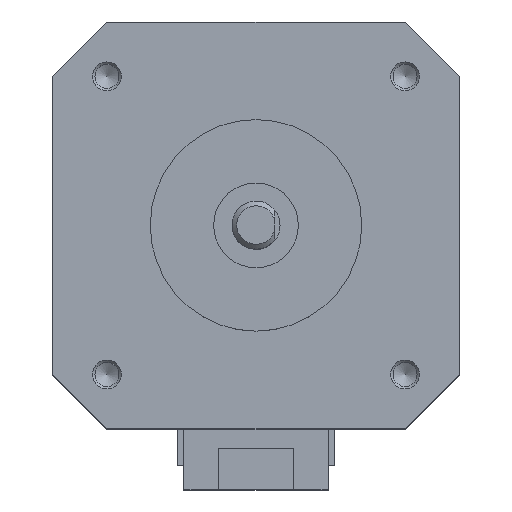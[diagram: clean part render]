
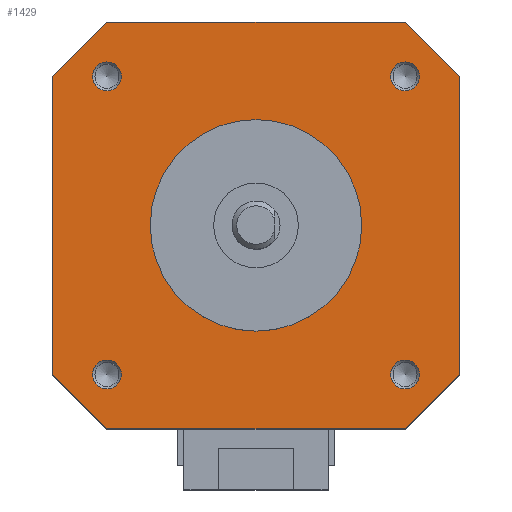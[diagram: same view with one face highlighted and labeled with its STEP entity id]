
A CAD part, top view. The second image highlights one B-rep face of the part: STEP entity #1429.
In plain terms, the highlighted planar face has unit normal (0, 0, 1).
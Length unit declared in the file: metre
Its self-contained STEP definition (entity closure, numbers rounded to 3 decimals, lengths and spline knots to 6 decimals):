
#57=CIRCLE('',#1771,0.0015);
#58=CIRCLE('',#1772,0.0015);
#59=CIRCLE('',#1773,0.0015);
#60=CIRCLE('',#1774,0.0015);
#61=CIRCLE('',#1775,0.011);
#276=ORIENTED_EDGE('',*,*,#553,.T.);
#277=ORIENTED_EDGE('',*,*,#554,.T.);
#278=ORIENTED_EDGE('',*,*,#555,.T.);
#279=ORIENTED_EDGE('',*,*,#556,.T.);
#280=ORIENTED_EDGE('',*,*,#557,.F.);
#281=ORIENTED_EDGE('',*,*,#558,.F.);
#282=ORIENTED_EDGE('',*,*,#559,.T.);
#283=ORIENTED_EDGE('',*,*,#560,.T.);
#284=ORIENTED_EDGE('',*,*,#561,.F.);
#285=ORIENTED_EDGE('',*,*,#562,.T.);
#286=ORIENTED_EDGE('',*,*,#563,.F.);
#287=ORIENTED_EDGE('',*,*,#564,.F.);
#288=ORIENTED_EDGE('',*,*,#565,.T.);
#553=EDGE_CURVE('',#704,#704,#57,.F.);
#554=EDGE_CURVE('',#705,#705,#58,.F.);
#555=EDGE_CURVE('',#706,#706,#59,.F.);
#556=EDGE_CURVE('',#707,#707,#60,.F.);
#557=EDGE_CURVE('',#708,#708,#61,.T.);
#558=EDGE_CURVE('',#709,#710,#842,.T.);
#559=EDGE_CURVE('',#709,#711,#843,.T.);
#560=EDGE_CURVE('',#711,#712,#844,.T.);
#561=EDGE_CURVE('',#713,#712,#845,.T.);
#562=EDGE_CURVE('',#713,#714,#846,.T.);
#563=EDGE_CURVE('',#715,#714,#847,.T.);
#564=EDGE_CURVE('',#716,#715,#848,.T.);
#565=EDGE_CURVE('',#716,#710,#849,.T.);
#704=VERTEX_POINT('',#2477);
#705=VERTEX_POINT('',#2479);
#706=VERTEX_POINT('',#2481);
#707=VERTEX_POINT('',#2483);
#708=VERTEX_POINT('',#2485);
#709=VERTEX_POINT('',#2487);
#710=VERTEX_POINT('',#2488);
#711=VERTEX_POINT('',#2490);
#712=VERTEX_POINT('',#2492);
#713=VERTEX_POINT('',#2494);
#714=VERTEX_POINT('',#2496);
#715=VERTEX_POINT('',#2498);
#716=VERTEX_POINT('',#2500);
#842=LINE('',#2486,#974);
#843=LINE('',#2489,#975);
#844=LINE('',#2491,#976);
#845=LINE('',#2493,#977);
#846=LINE('',#2495,#978);
#847=LINE('',#2497,#979);
#848=LINE('',#2499,#980);
#849=LINE('',#2501,#981);
#974=VECTOR('',#2058,1.);
#975=VECTOR('',#2059,1.);
#976=VECTOR('',#2060,1.);
#977=VECTOR('',#2061,1.);
#978=VECTOR('',#2062,1.);
#979=VECTOR('',#2063,1.);
#980=VECTOR('',#2064,1.);
#981=VECTOR('',#2065,1.);
#1078=EDGE_LOOP('',(#276));
#1079=EDGE_LOOP('',(#277));
#1080=EDGE_LOOP('',(#278));
#1081=EDGE_LOOP('',(#279));
#1082=EDGE_LOOP('',(#280));
#1083=EDGE_LOOP('',(#281,#282,#283,#284,#285,#286,#287,#288));
#1211=FACE_BOUND('',#1078,.T.);
#1212=FACE_BOUND('',#1079,.T.);
#1213=FACE_BOUND('',#1080,.T.);
#1214=FACE_BOUND('',#1081,.T.);
#1215=FACE_BOUND('',#1082,.T.);
#1216=FACE_BOUND('',#1083,.T.);
#1324=PLANE('',#1770);
#1429=ADVANCED_FACE('',(#1211,#1212,#1213,#1214,#1215,#1216),#1324,.T.);
#1770=AXIS2_PLACEMENT_3D('',#2475,#2046,#2047);
#1771=AXIS2_PLACEMENT_3D('',#2476,#2048,#2049);
#1772=AXIS2_PLACEMENT_3D('',#2478,#2050,#2051);
#1773=AXIS2_PLACEMENT_3D('',#2480,#2052,#2053);
#1774=AXIS2_PLACEMENT_3D('',#2482,#2054,#2055);
#1775=AXIS2_PLACEMENT_3D('',#2484,#2056,#2057);
#2046=DIRECTION('',(0.,0.,1.));
#2047=DIRECTION('',(1.,0.,0.));
#2048=DIRECTION('',(0.,0.,1.));
#2049=DIRECTION('',(1.,0.,0.));
#2050=DIRECTION('',(0.,0.,1.));
#2051=DIRECTION('',(1.,0.,0.));
#2052=DIRECTION('',(0.,0.,1.));
#2053=DIRECTION('',(1.,0.,0.));
#2054=DIRECTION('',(0.,0.,1.));
#2055=DIRECTION('',(1.,0.,0.));
#2056=DIRECTION('',(0.,0.,1.));
#2057=DIRECTION('',(1.,0.,0.));
#2058=DIRECTION('',(-1.,0.,0.));
#2059=DIRECTION('',(0.707,0.707,0.));
#2060=DIRECTION('',(0.,1.,0.));
#2061=DIRECTION('',(0.707,-0.707,0.));
#2062=DIRECTION('',(-1.,0.,0.));
#2063=DIRECTION('',(0.707,0.707,0.));
#2064=DIRECTION('',(0.,1.,0.));
#2065=DIRECTION('',(0.707,-0.707,0.));
#2475=CARTESIAN_POINT('',(0.,-0.001875,0.04));
#2476=CARTESIAN_POINT('',(0.0155,-0.0155,0.04));
#2477=CARTESIAN_POINT('',(0.017,-0.0155,0.04));
#2478=CARTESIAN_POINT('',(0.0155,0.0155,0.04));
#2479=CARTESIAN_POINT('',(0.017,0.0155,0.04));
#2480=CARTESIAN_POINT('',(-0.0155,0.0155,0.04));
#2481=CARTESIAN_POINT('',(-0.014,0.0155,0.04));
#2482=CARTESIAN_POINT('',(-0.0155,-0.0155,0.04));
#2483=CARTESIAN_POINT('',(-0.014,-0.0155,0.04));
#2484=CARTESIAN_POINT('',(0.,0.,0.04));
#2485=CARTESIAN_POINT('',(0.011,0.,0.04));
#2486=CARTESIAN_POINT('',(0.,-0.02115,0.04));
#2487=CARTESIAN_POINT('',(0.0155,-0.02115,0.04));
#2488=CARTESIAN_POINT('',(-0.0155,-0.02115,0.04));
#2489=CARTESIAN_POINT('',(0.018325,-0.018325,0.04));
#2490=CARTESIAN_POINT('',(0.02115,-0.0155,0.04));
#2491=CARTESIAN_POINT('',(0.02115,0.,0.04));
#2492=CARTESIAN_POINT('',(0.02115,0.0155,0.04));
#2493=CARTESIAN_POINT('',(0.018325,0.018325,0.04));
#2494=CARTESIAN_POINT('',(0.0155,0.02115,0.04));
#2495=CARTESIAN_POINT('',(0.,0.02115,0.04));
#2496=CARTESIAN_POINT('',(-0.0155,0.02115,0.04));
#2497=CARTESIAN_POINT('',(-0.018325,0.018325,0.04));
#2498=CARTESIAN_POINT('',(-0.02115,0.0155,0.04));
#2499=CARTESIAN_POINT('',(-0.02115,0.,0.04));
#2500=CARTESIAN_POINT('',(-0.02115,-0.0155,0.04));
#2501=CARTESIAN_POINT('',(-0.018325,-0.018325,0.04));
